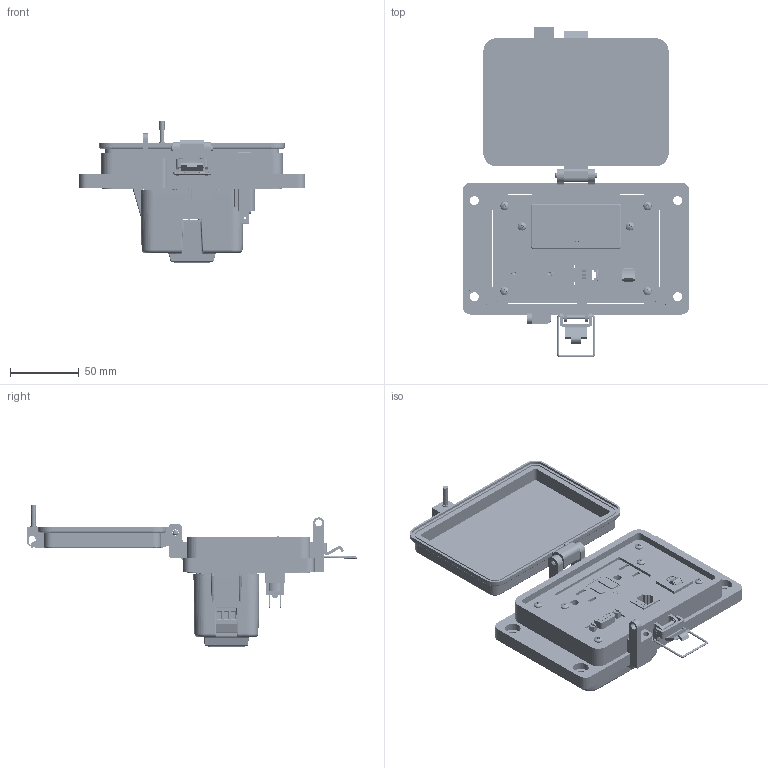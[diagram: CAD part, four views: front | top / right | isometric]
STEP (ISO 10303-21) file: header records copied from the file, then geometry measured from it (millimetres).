
FILE_DESCRIPTION (( 'STEP AP203' ), '1' );
FILE_NAME ('P-Q7R2-M3RF3_3D.STEP', '2021-12-10T14:44:00', ( '' ), ( '' ), 'SwSTEP 2.0', 'SolidWorks 2019', '' );
FILE_SCHEMA (( 'CONFIG_CONTROL_DESIGN' ));
Length unit declared in the file: millimetre
Products named in the file (20): Z-001-SPR3_16HX; P-Q7R2-M3RF3_3D; Z-300-RJ45CAT5; -M3; P-Q7R2-M3RF3_FP060_1; R2; CBX; M3PH_14M3; P-Q7R2-M3RF3_TP060_1; 92005A124_METRIC PAN HEAD PHILLIPS MACHINE SCREW_92005A124; Z-120-RIOF-SHELL_WOE; RF_WOE; Z-000-4243316TFP; Z-200-OTLT-RIOF-15A_WOE; Q7; Z-H-M3_B; Z-CB-SM; Z-200-OTLT-GFIH-15A_sheared; P-Q7R2-M3RF3_BP240_1; Z-BULK-DB9MF
Assembly tree (29 placements, depth 4):
  P-Q7R2-M3RF3_3D
    P-Q7R2-M3RF3_BP240_1
    P-Q7R2-M3RF3_TP060_1
    Z-000-4243316TFP  x6
    Q7
      Z-BULK-DB9MF
      Z-001-SPR3_16HX  x2
    P-Q7R2-M3RF3_FP060_1
    R2
      Z-300-RJ45CAT5
    CBX
      Z-CB-SM
    RF_WOE
      Z-200-OTLT-RIOF-15A_WOE
        Z-120-RIOF-SHELL_WOE
        Z-200-OTLT-GFIH-15A_sheared
    M3PH_14M3  x2
    -M3
      Z-H-M3_B
    92005A124_METRIC PAN HEAD PHILLIPS MACHINE SCREW_92005A124  x4
Bounding box: 164.96 x 240.59 x 103.95 mm (x, y, z)
Volume: 379001.3 mm3; surface area: 230238.4 mm2
Topology: 51 solids, 57 shells, 6805 faces, 17874 edges, 11387 vertices
Faces by surface type: plane 2651, cylinder 2343, bspline 1430, cone 242, torus 77, sphere 62
Entity records: 243593 total; most frequent: CARTESIAN_POINT 113612, ORIENTED_EDGE 29672, DIRECTION 21674, EDGE_CURVE 14836, VERTEX_POINT 9399, VECTOR 8510, LINE 8510, AXIS2_PLACEMENT_3D 6582
